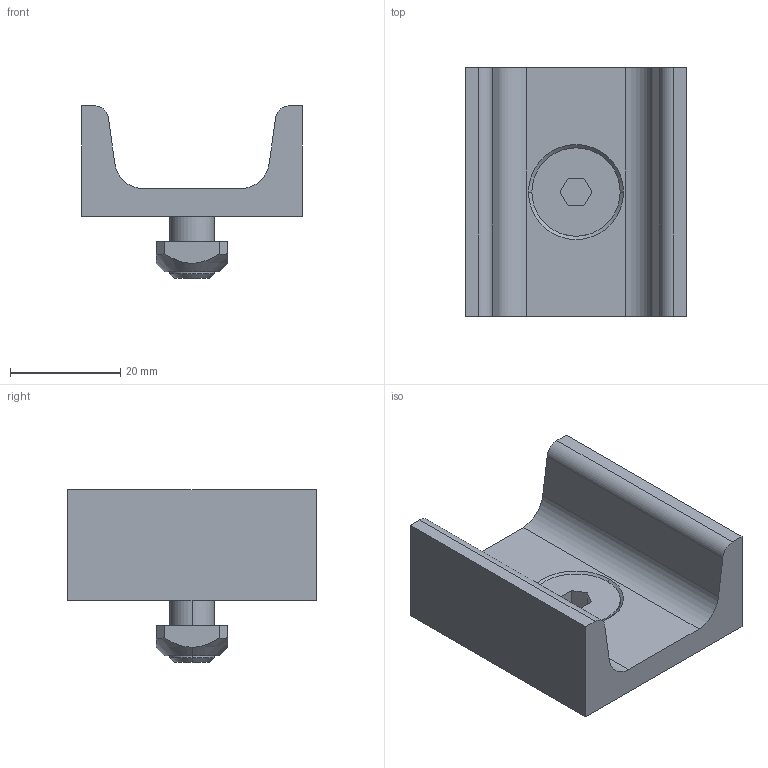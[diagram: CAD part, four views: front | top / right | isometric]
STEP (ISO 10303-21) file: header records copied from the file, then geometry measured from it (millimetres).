
FILE_DESCRIPTION(('STEP AP214'),'1');
FILE_NAME('cctmp_0B3AB7E2-DF5D-4E99-B058-017240B39488_2020_12_14_20_12_37_339..stp','2020-12-14T19:12:37',('MiniTec Maschinenbau GmbH & Co.KG'),('CADClick - www.CADClick.com'),'Spatial InterOp 3D',' ','unknown authorization');
FILE_SCHEMA(('AUTOMOTIVE_DESIGN'));
Length unit declared in the file: millimetre
Products named in the file (4): 21.2002/0
Assembly tree (3 placements, depth 2):
  (unnamed)
    21.2002/0
    21.2002/0
    21.2002/0
Bounding box: 40 x 45 x 31.2 mm (x, y, z)
Volume: 17861.6 mm3; surface area: 8481.1 mm2
Topology: 3 solids, 3 shells, 53 faces, 126 edges, 80 vertices
Faces by surface type: plane 29, cone 12, cylinder 12
Entity records: 2049 total; most frequent: CARTESIAN_POINT 283, DIRECTION 264, ORIENTED_EDGE 252, EDGE_CURVE 126, AXIS2_PLACEMENT_3D 91, LINE 82, VECTOR 82, VERTEX_POINT 80
